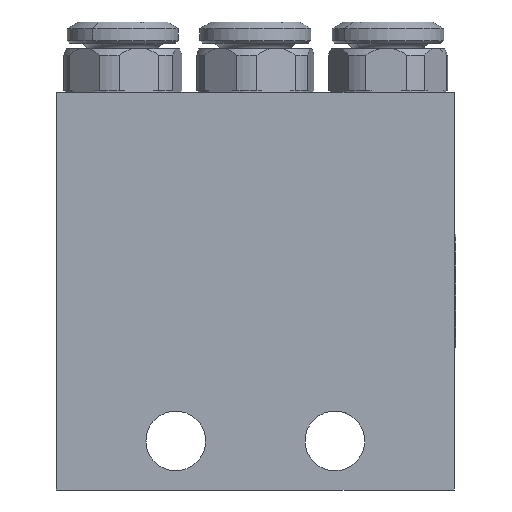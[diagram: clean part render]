
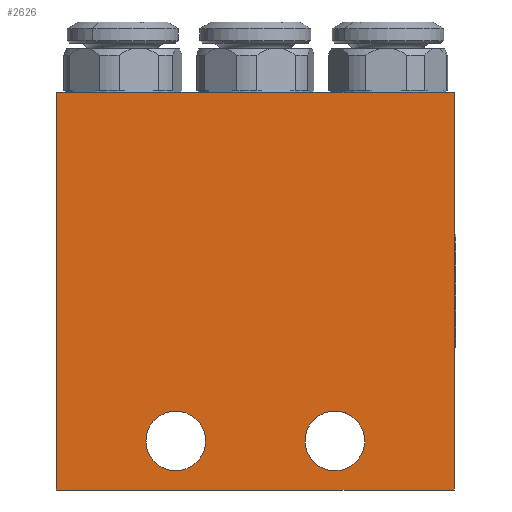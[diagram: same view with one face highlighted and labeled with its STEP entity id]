
A CAD part, front view. The second image highlights one B-rep face of the part: STEP entity #2626.
In plain terms, the highlighted planar face has unit normal (0, -1, 0).
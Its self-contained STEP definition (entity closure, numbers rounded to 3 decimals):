
#21 = VERTEX_POINT ( 'NONE', #1168 ) ;
#66 = EDGE_CURVE ( 'NONE', #1835, #213, #5210, .T. ) ;
#75 = EDGE_CURVE ( 'NONE', #3532, #6976, #5538, .T. ) ;
#213 = VERTEX_POINT ( 'NONE', #7834 ) ;
#542 = EDGE_CURVE ( 'NONE', #2669, #5564, #1703, .T. ) ;
#572 = DIRECTION ( 'NONE',  ( 0., 1., 0. ) ) ;
#580 = DIRECTION ( 'NONE',  ( 0., 1., 0. ) ) ;
#833 = DIRECTION ( 'NONE',  ( 0., 1., 0. ) ) ;
#836 = AXIS2_PLACEMENT_3D ( 'NONE', #1121, #580, #3637 ) ;
#884 = CARTESIAN_POINT ( 'NONE',  ( 6., -7., -11.3 ) ) ;
#952 = ORIENTED_EDGE ( 'NONE', *, *, #542, .F. ) ;
#1044 = CARTESIAN_POINT ( 'NONE',  ( 6., -7., -9.05 ) ) ;
#1121 = CARTESIAN_POINT ( 'NONE',  ( 6., -7., -11.3 ) ) ;
#1122 = VERTEX_POINT ( 'NONE', #2878 ) ;
#1168 = CARTESIAN_POINT ( 'NONE',  ( -6., -7., -13.55 ) ) ;
#1258 = EDGE_CURVE ( 'NONE', #1122, #21, #7466, .T. ) ;
#1300 = ORIENTED_EDGE ( 'NONE', *, *, #1517, .T. ) ;
#1334 = VECTOR ( 'NONE', #7445, 1000. ) ;
#1517 = EDGE_CURVE ( 'NONE', #21, #1122, #3878, .T. ) ;
#1530 = CARTESIAN_POINT ( 'NONE',  ( -15., -7., -15. ) ) ;
#1703 = LINE ( 'NONE', #4201, #7747 ) ;
#1806 = DIRECTION ( 'NONE',  ( 0., 0., 1. ) ) ;
#1821 = CARTESIAN_POINT ( 'NONE',  ( 0., -7., 0. ) ) ;
#1835 = VERTEX_POINT ( 'NONE', #1044 ) ;
#1892 = FACE_BOUND ( 'NONE', #1924, .T. ) ;
#1924 = EDGE_LOOP ( 'NONE', ( #5682, #7464 ) ) ;
#1935 = FACE_OUTER_BOUND ( 'NONE', #3453, .T. ) ;
#2033 = FACE_BOUND ( 'NONE', #7915, .T. ) ;
#2118 = DIRECTION ( 'NONE',  ( -1., 0., 0. ) ) ;
#2322 = LINE ( 'NONE', #3349, #5442 ) ;
#2542 = CARTESIAN_POINT ( 'NONE',  ( 15., -7., -15. ) ) ;
#2626 = ADVANCED_FACE ( 'NONE', ( #2033, #1892, #1935 ), #2840, .T. ) ;
#2669 = VERTEX_POINT ( 'NONE', #4563 ) ;
#2840 = PLANE ( 'NONE',  #7749 ) ;
#2878 = CARTESIAN_POINT ( 'NONE',  ( -6., -7., -9.05 ) ) ;
#3266 = DIRECTION ( 'NONE',  ( 0., 0., 1. ) ) ;
#3349 = CARTESIAN_POINT ( 'NONE',  ( 15., -7., 15. ) ) ;
#3453 = EDGE_LOOP ( 'NONE', ( #7111, #952, #8087, #4378 ) ) ;
#3532 = VERTEX_POINT ( 'NONE', #2542 ) ;
#3628 = EDGE_CURVE ( 'NONE', #5564, #3532, #2322, .T. ) ;
#3637 = DIRECTION ( 'NONE',  ( 0., 0., 1. ) ) ;
#3702 = CARTESIAN_POINT ( 'NONE',  ( -6., -7., -11.3 ) ) ;
#3877 = DIRECTION ( 'NONE',  ( 0., -1., 0. ) ) ;
#3878 = CIRCLE ( 'NONE', #8160, 2.25 ) ;
#3941 = DIRECTION ( 'NONE',  ( 1., 0., 0. ) ) ;
#4201 = CARTESIAN_POINT ( 'NONE',  ( -15., -7., 15. ) ) ;
#4378 = ORIENTED_EDGE ( 'NONE', *, *, #75, .F. ) ;
#4448 = EDGE_CURVE ( 'NONE', #6976, #2669, #5384, .T. ) ;
#4457 = AXIS2_PLACEMENT_3D ( 'NONE', #7745, #4675, #6462 ) ;
#4563 = CARTESIAN_POINT ( 'NONE',  ( -15., -7., 15. ) ) ;
#4675 = DIRECTION ( 'NONE',  ( 0., 1., 0. ) ) ;
#5021 = VECTOR ( 'NONE', #2118, 1000. ) ;
#5210 = CIRCLE ( 'NONE', #836, 2.25 ) ;
#5384 = LINE ( 'NONE', #7499, #1334 ) ;
#5442 = VECTOR ( 'NONE', #6194, 1000. ) ;
#5538 = LINE ( 'NONE', #1530, #5021 ) ;
#5564 = VERTEX_POINT ( 'NONE', #5775 ) ;
#5681 = DIRECTION ( 'NONE',  ( 0., 0., -1. ) ) ;
#5682 = ORIENTED_EDGE ( 'NONE', *, *, #66, .T. ) ;
#5775 = CARTESIAN_POINT ( 'NONE',  ( 15., -7., 15. ) ) ;
#5984 = CARTESIAN_POINT ( 'NONE',  ( -15., -7., -15. ) ) ;
#6194 = DIRECTION ( 'NONE',  ( 0., 0., -1. ) ) ;
#6307 = CIRCLE ( 'NONE', #8234, 2.25 ) ;
#6411 = EDGE_CURVE ( 'NONE', #213, #1835, #6307, .T. ) ;
#6462 = DIRECTION ( 'NONE',  ( 0., 0., 1. ) ) ;
#6976 = VERTEX_POINT ( 'NONE', #5984 ) ;
#7111 = ORIENTED_EDGE ( 'NONE', *, *, #3628, .F. ) ;
#7116 = ORIENTED_EDGE ( 'NONE', *, *, #1258, .T. ) ;
#7445 = DIRECTION ( 'NONE',  ( 0., 0., 1. ) ) ;
#7464 = ORIENTED_EDGE ( 'NONE', *, *, #6411, .T. ) ;
#7466 = CIRCLE ( 'NONE', #4457, 2.25 ) ;
#7499 = CARTESIAN_POINT ( 'NONE',  ( -15., -7., 15. ) ) ;
#7745 = CARTESIAN_POINT ( 'NONE',  ( -6., -7., -11.3 ) ) ;
#7747 = VECTOR ( 'NONE', #3941, 1000. ) ;
#7749 = AXIS2_PLACEMENT_3D ( 'NONE', #1821, #3877, #5681 ) ;
#7834 = CARTESIAN_POINT ( 'NONE',  ( 6., -7., -13.55 ) ) ;
#7915 = EDGE_LOOP ( 'NONE', ( #7116, #1300 ) ) ;
#8087 = ORIENTED_EDGE ( 'NONE', *, *, #4448, .F. ) ;
#8160 = AXIS2_PLACEMENT_3D ( 'NONE', #3702, #572, #1806 ) ;
#8234 = AXIS2_PLACEMENT_3D ( 'NONE', #884, #833, #3266 ) ;
